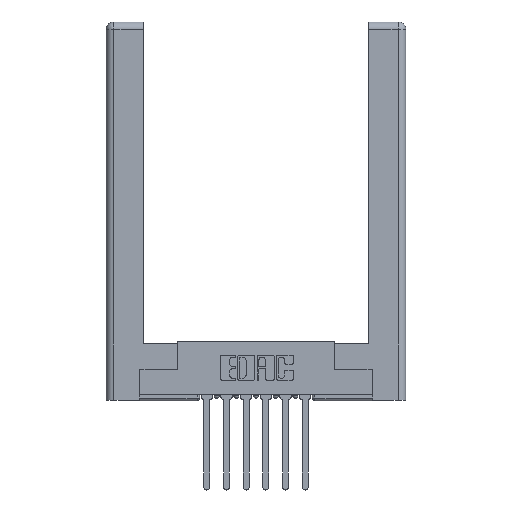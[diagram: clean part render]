
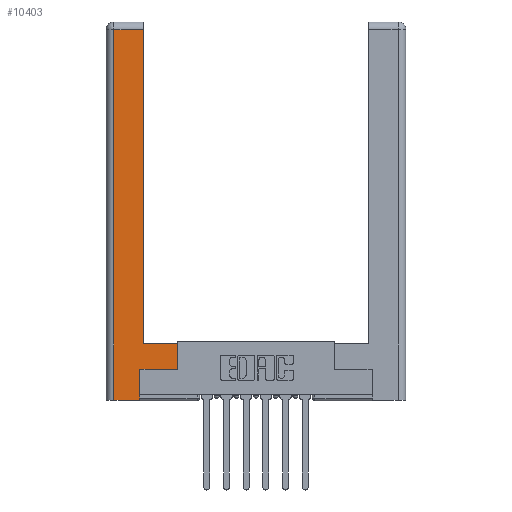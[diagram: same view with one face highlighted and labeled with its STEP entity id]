
A CAD part, top view. The second image highlights one B-rep face of the part: STEP entity #10403.
In plain terms, the highlighted planar face has unit normal (0, 0, 1).
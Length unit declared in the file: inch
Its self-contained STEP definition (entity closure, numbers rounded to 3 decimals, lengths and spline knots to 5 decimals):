
#42 = LINE ( 'NONE', #5848, #9058 ) ;
#503 = DIRECTION ( 'NONE',  ( 0., 1., 0. ) ) ;
#573 = EDGE_CURVE ( 'NONE', #1767, #1520, #6991, .T. ) ;
#880 = CARTESIAN_POINT ( 'NONE',  ( 0.565, 0.45, 0. ) ) ;
#896 = DIRECTION ( 'NONE',  ( 1., 0., 0. ) ) ;
#960 = LINE ( 'NONE', #9479, #6971 ) ;
#1060 = ORIENTED_EDGE ( 'NONE', *, *, #10308, .T. ) ;
#1124 = CARTESIAN_POINT ( 'NONE',  ( 0.565, 0.245, 0. ) ) ;
#1429 = CARTESIAN_POINT ( 'NONE',  ( 0.0615, 0., 0. ) ) ;
#1520 = VERTEX_POINT ( 'NONE', #9670 ) ;
#1767 = VERTEX_POINT ( 'NONE', #8562 ) ;
#1797 = ORIENTED_EDGE ( 'NONE', *, *, #5195, .T. ) ;
#1947 = LINE ( 'NONE', #2073, #2996 ) ;
#2073 = CARTESIAN_POINT ( 'NONE',  ( 0.565, 0.245, 0. ) ) ;
#2373 = VERTEX_POINT ( 'NONE', #1124 ) ;
#2533 = VERTEX_POINT ( 'NONE', #8094 ) ;
#2591 = VECTOR ( 'NONE', #503, 39.37008 ) ;
#2612 = CARTESIAN_POINT ( 'NONE',  ( 0.265, 0.245, 0. ) ) ;
#2718 = ORIENTED_EDGE ( 'NONE', *, *, #8627, .T. ) ;
#2992 = DIRECTION ( 'NONE',  ( 0., 1., 0. ) ) ;
#2996 = VECTOR ( 'NONE', #8749, 39.37008 ) ;
#3084 = EDGE_CURVE ( 'NONE', #2373, #6655, #960, .T. ) ;
#3287 = FACE_OUTER_BOUND ( 'NONE', #7107, .T. ) ;
#3346 = VERTEX_POINT ( 'NONE', #2612 ) ;
#3412 = VERTEX_POINT ( 'NONE', #12069 ) ;
#3796 = DIRECTION ( 'NONE',  ( -1., 0., 0. ) ) ;
#3854 = CARTESIAN_POINT ( 'NONE',  ( 0.295, 2.94, 0. ) ) ;
#4043 = VECTOR ( 'NONE', #896, 39.37008 ) ;
#4933 = EDGE_CURVE ( 'NONE', #3346, #2373, #1947, .T. ) ;
#4992 = DIRECTION ( 'NONE',  ( -1., 0., 0. ) ) ;
#5079 = DIRECTION ( 'NONE',  ( 0., 0., -1. ) ) ;
#5195 = EDGE_CURVE ( 'NONE', #3412, #6297, #6241, .T. ) ;
#5556 = DIRECTION ( 'NONE',  ( 0., 1., 0. ) ) ;
#5745 = LINE ( 'NONE', #10320, #8776 ) ;
#5848 = CARTESIAN_POINT ( 'NONE',  ( 0.0615, 2.94, 0. ) ) ;
#6241 = LINE ( 'NONE', #10002, #2591 ) ;
#6297 = VERTEX_POINT ( 'NONE', #3854 ) ;
#6590 = ORIENTED_EDGE ( 'NONE', *, *, #7440, .T. ) ;
#6641 = CARTESIAN_POINT ( 'NONE',  ( 0.265, 0., 0. ) ) ;
#6655 = VERTEX_POINT ( 'NONE', #880 ) ;
#6971 = VECTOR ( 'NONE', #2992, 39.37008 ) ;
#6991 = LINE ( 'NONE', #1429, #10865 ) ;
#7060 = CARTESIAN_POINT ( 'NONE',  ( 0., 0., 0. ) ) ;
#7107 = EDGE_LOOP ( 'NONE', ( #1797, #1060, #10368, #6590, #12080, #7177, #7892, #2718 ) ) ;
#7177 = ORIENTED_EDGE ( 'NONE', *, *, #4933, .T. ) ;
#7440 = EDGE_CURVE ( 'NONE', #1520, #2533, #9355, .T. ) ;
#7687 = AXIS2_PLACEMENT_3D ( 'NONE', #7060, #5079, #11764 ) ;
#7892 = ORIENTED_EDGE ( 'NONE', *, *, #3084, .T. ) ;
#8094 = CARTESIAN_POINT ( 'NONE',  ( 0.265, 0., 0. ) ) ;
#8562 = CARTESIAN_POINT ( 'NONE',  ( 0.0615, 2.94, 0. ) ) ;
#8627 = EDGE_CURVE ( 'NONE', #6655, #3412, #11845, .T. ) ;
#8749 = DIRECTION ( 'NONE',  ( 1., 0., 0. ) ) ;
#8776 = VECTOR ( 'NONE', #5556, 39.37008 ) ;
#9002 = CARTESIAN_POINT ( 'NONE',  ( 0.295, 0.45, 0. ) ) ;
#9058 = VECTOR ( 'NONE', #3796, 39.37008 ) ;
#9083 = DIRECTION ( 'NONE',  ( 0., -1., 0. ) ) ;
#9201 = VECTOR ( 'NONE', #4992, 39.37008 ) ;
#9355 = LINE ( 'NONE', #6641, #4043 ) ;
#9479 = CARTESIAN_POINT ( 'NONE',  ( 0.565, 0.45, 0. ) ) ;
#9670 = CARTESIAN_POINT ( 'NONE',  ( 0.0615, 0., 0. ) ) ;
#9860 = EDGE_CURVE ( 'NONE', #2533, #3346, #5745, .T. ) ;
#10002 = CARTESIAN_POINT ( 'NONE',  ( 0.295, 3., 0. ) ) ;
#10308 = EDGE_CURVE ( 'NONE', #6297, #1767, #42, .T. ) ;
#10320 = CARTESIAN_POINT ( 'NONE',  ( 0.265, 0.245, 0. ) ) ;
#10368 = ORIENTED_EDGE ( 'NONE', *, *, #573, .T. ) ;
#10403 = ADVANCED_FACE ( 'NONE', ( #3287 ), #10827, .F. ) ;
#10827 = PLANE ( 'NONE',  #7687 ) ;
#10865 = VECTOR ( 'NONE', #9083, 39.37008 ) ;
#11764 = DIRECTION ( 'NONE',  ( -1., 0., 0. ) ) ;
#11845 = LINE ( 'NONE', #9002, #9201 ) ;
#12069 = CARTESIAN_POINT ( 'NONE',  ( 0.295, 0.45, 0. ) ) ;
#12080 = ORIENTED_EDGE ( 'NONE', *, *, #9860, .T. ) ;
